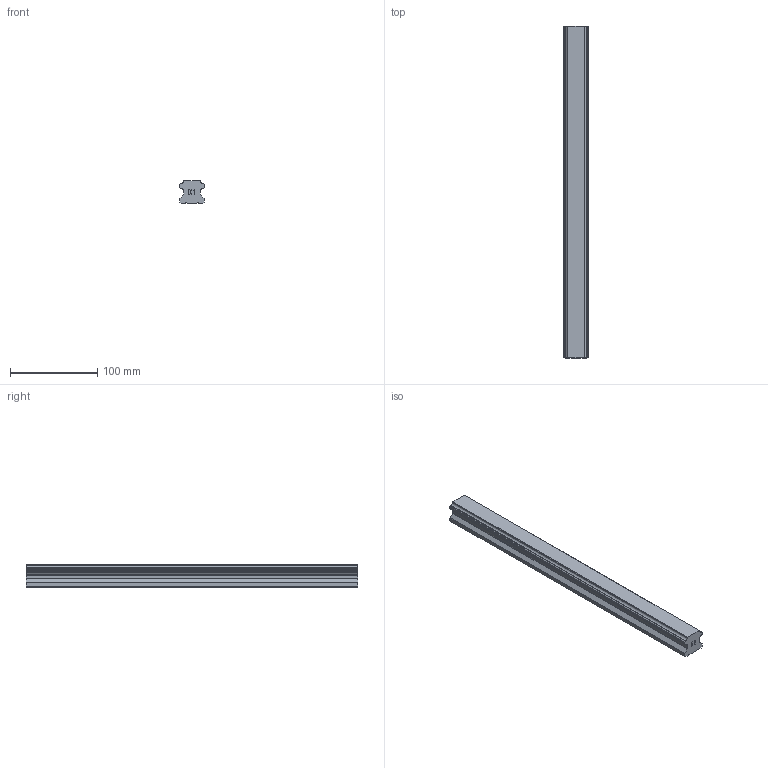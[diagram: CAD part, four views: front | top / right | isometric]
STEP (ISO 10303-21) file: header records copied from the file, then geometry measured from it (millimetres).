
FILE_DESCRIPTION(('STEP AP214'),'1');
FILE_NAME('cctmp_BC50918F-CA18-409C-9A8B-0C1EF1F23A5B_2021_01_26_14_19_35_0851..stp','2021-01-26T13:19:35',('HIWIN GmbH'),('CADClick - www.CADClick.com'),'Spatial InterOp 3D',' ','unknown authorization');
FILE_SCHEMA(('AUTOMOTIVE_DESIGN'));
Length unit declared in the file: millimetre
Products named in the file (1): HGR30T380C_FILE
Bounding box: 28 x 380 x 26 mm (x, y, z)
Volume: 230378.4 mm3; surface area: 44871.7 mm2
Topology: 1 solids, 1 shells, 135 faces, 377 edges, 243 vertices
Faces by surface type: plane 93, cylinder 32, cone 10
Entity records: 5329 total; most frequent: CARTESIAN_POINT 746, ORIENTED_EDGE 734, DIRECTION 703, EDGE_CURVE 367, LINE 303, VECTOR 303, VERTEX_POINT 243, AXIS2_PLACEMENT_3D 200
